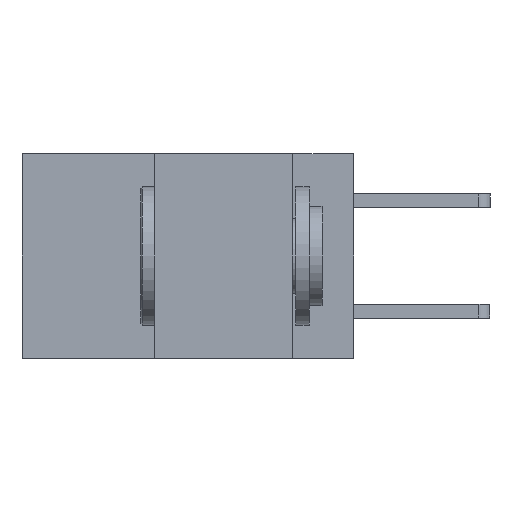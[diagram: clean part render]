
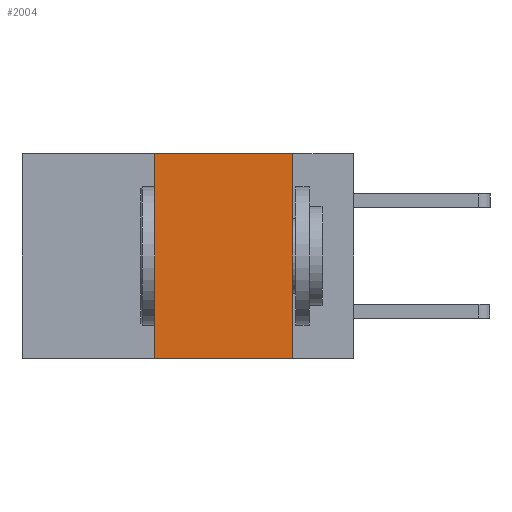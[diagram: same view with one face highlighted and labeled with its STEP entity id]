
A CAD part, left-side view. The second image highlights one B-rep face of the part: STEP entity #2004.
In plain terms, the highlighted planar face has unit normal (-1, 0, 0).
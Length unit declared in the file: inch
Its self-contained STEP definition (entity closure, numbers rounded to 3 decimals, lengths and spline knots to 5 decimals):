
#552 = ORIENTED_EDGE ( 'NONE', *, *, #5055, .F. ) ;
#601 = ORIENTED_EDGE ( 'NONE', *, *, #9874, .F. ) ;
#895 = EDGE_CURVE ( 'NONE', #6669, #9721, #4312, .T. ) ;
#1193 = CARTESIAN_POINT ( 'NONE',  ( 0., 0.6, 0. ) ) ;
#1313 = ORIENTED_EDGE ( 'NONE', *, *, #1938, .F. ) ;
#1538 = CARTESIAN_POINT ( 'NONE',  ( 0., 0.6, 0. ) ) ;
#1781 = AXIS2_PLACEMENT_3D ( 'NONE', #1193, #6280, #5364 ) ;
#1938 = EDGE_CURVE ( 'NONE', #3930, #9543, #3931, .T. ) ;
#2004 = ADVANCED_FACE ( 'NONE', ( #5218 ), #6939, .F. ) ;
#2172 = CARTESIAN_POINT ( 'NONE',  ( 0., 0.36, 0. ) ) ;
#2334 = CARTESIAN_POINT ( 'NONE',  ( 0., 0.11, 0. ) ) ;
#2539 = LINE ( 'NONE', #5923, #7052 ) ;
#2591 = VECTOR ( 'NONE', #5278, 39.37008 ) ;
#2802 = VECTOR ( 'NONE', #4898, 39.37008 ) ;
#2962 = ORIENTED_EDGE ( 'NONE', *, *, #895, .T. ) ;
#3401 = VECTOR ( 'NONE', #9063, 39.37008 ) ;
#3930 = VERTEX_POINT ( 'NONE', #2172 ) ;
#3931 = LINE ( 'NONE', #1538, #2802 ) ;
#4312 = LINE ( 'NONE', #6231, #2591 ) ;
#4439 = EDGE_LOOP ( 'NONE', ( #552, #1313, #601, #2962 ) ) ;
#4898 = DIRECTION ( 'NONE',  ( 0., -1., 0. ) ) ;
#4977 = CARTESIAN_POINT ( 'NONE',  ( 0., 0.11, 0. ) ) ;
#5055 = EDGE_CURVE ( 'NONE', #9543, #9721, #5617, .T. ) ;
#5218 = FACE_OUTER_BOUND ( 'NONE', #4439, .T. ) ;
#5278 = DIRECTION ( 'NONE',  ( 0., -1., 0. ) ) ;
#5364 = DIRECTION ( 'NONE',  ( 0., 0., -1. ) ) ;
#5617 = LINE ( 'NONE', #2334, #3401 ) ;
#5866 = DIRECTION ( 'NONE',  ( 0., 0., 1. ) ) ;
#5923 = CARTESIAN_POINT ( 'NONE',  ( 0., 0.36, 0. ) ) ;
#6231 = CARTESIAN_POINT ( 'NONE',  ( 0., 0.6, -0.37 ) ) ;
#6280 = DIRECTION ( 'NONE',  ( 1., 0., 0. ) ) ;
#6669 = VERTEX_POINT ( 'NONE', #7416 ) ;
#6939 = PLANE ( 'NONE',  #1781 ) ;
#7052 = VECTOR ( 'NONE', #5866, 39.37008 ) ;
#7416 = CARTESIAN_POINT ( 'NONE',  ( 0., 0.36, -0.37 ) ) ;
#7783 = CARTESIAN_POINT ( 'NONE',  ( 0., 0.11, -0.37 ) ) ;
#9063 = DIRECTION ( 'NONE',  ( 0., 0., -1. ) ) ;
#9543 = VERTEX_POINT ( 'NONE', #4977 ) ;
#9721 = VERTEX_POINT ( 'NONE', #7783 ) ;
#9874 = EDGE_CURVE ( 'NONE', #6669, #3930, #2539, .T. ) ;
